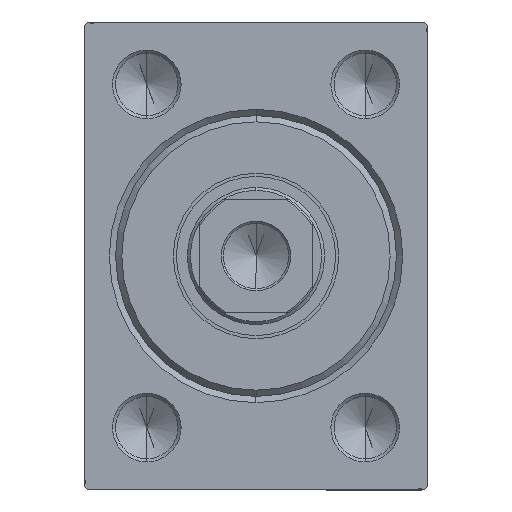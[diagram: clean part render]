
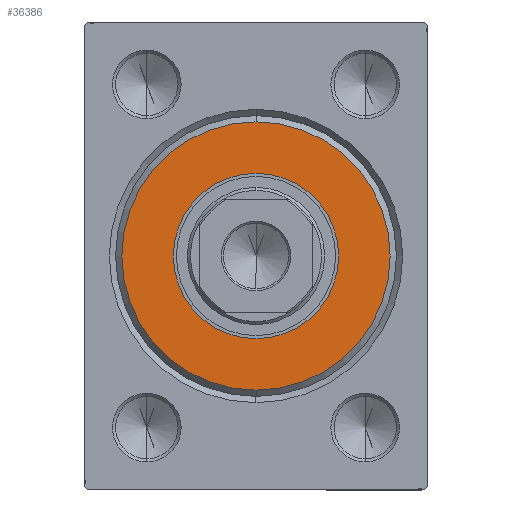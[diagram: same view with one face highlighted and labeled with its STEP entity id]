
A CAD part, left-side view. The second image highlights one B-rep face of the part: STEP entity #36386.
In plain terms, the highlighted face is planar.
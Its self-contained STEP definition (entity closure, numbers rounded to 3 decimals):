
#893 = CARTESIAN_POINT ( 'NONE',  ( 3., 0., -21.5 ) ) ;
#4740 = AXIS2_PLACEMENT_3D ( 'NONE', #32697, #15509, #35451 ) ;
#5970 = EDGE_CURVE ( 'NONE', #21007, #21829, #22066, .T. ) ;
#6091 = EDGE_LOOP ( 'NONE', ( #36588, #19337 ) ) ;
#6247 = CARTESIAN_POINT ( 'NONE',  ( 3., 0., 0. ) ) ;
#7394 = CARTESIAN_POINT ( 'NONE',  ( 3., 0., 0. ) ) ;
#8571 = EDGE_CURVE ( 'NONE', #39913, #9066, #23579, .T. ) ;
#9066 = VERTEX_POINT ( 'NONE', #893 ) ;
#10465 = AXIS2_PLACEMENT_3D ( 'NONE', #15377, #25996, #19650 ) ;
#11226 = ORIENTED_EDGE ( 'NONE', *, *, #44482, .T. ) ;
#12190 = FACE_OUTER_BOUND ( 'NONE', #23124, .T. ) ;
#12411 = FACE_BOUND ( 'NONE', #6091, .T. ) ;
#14408 = DIRECTION ( 'NONE',  ( 1., 0., 0. ) ) ;
#15377 = CARTESIAN_POINT ( 'NONE',  ( 3., 0., 0. ) ) ;
#15509 = DIRECTION ( 'NONE',  ( 1., 0., 0. ) ) ;
#19205 = PLANE ( 'NONE',  #10465 ) ;
#19337 = ORIENTED_EDGE ( 'NONE', *, *, #36473, .F. ) ;
#19650 = DIRECTION ( 'NONE',  ( 0., 0., -1. ) ) ;
#20046 = DIRECTION ( 'NONE',  ( 0., 0., -1. ) ) ;
#21007 = VERTEX_POINT ( 'NONE', #36656 ) ;
#21329 = CIRCLE ( 'NONE', #27104, 13.25 ) ;
#21829 = VERTEX_POINT ( 'NONE', #25148 ) ;
#22066 = CIRCLE ( 'NONE', #4740, 13.25 ) ;
#23124 = EDGE_LOOP ( 'NONE', ( #39827, #11226 ) ) ;
#23270 = CARTESIAN_POINT ( 'NONE',  ( 3., 0., 0. ) ) ;
#23579 = CIRCLE ( 'NONE', #42379, 21.5 ) ;
#25148 = CARTESIAN_POINT ( 'NONE',  ( 3., 0., 13.25 ) ) ;
#25472 = CARTESIAN_POINT ( 'NONE',  ( 3., 0., 21.5 ) ) ;
#25996 = DIRECTION ( 'NONE',  ( 1., 0., 0. ) ) ;
#27104 = AXIS2_PLACEMENT_3D ( 'NONE', #23270, #41160, #40931 ) ;
#32697 = CARTESIAN_POINT ( 'NONE',  ( 3., 0., 0. ) ) ;
#35451 = DIRECTION ( 'NONE',  ( 0., 0., -1. ) ) ;
#36386 = ADVANCED_FACE ( 'NONE', ( #12190, #12411 ), #19205, .T. ) ;
#36473 = EDGE_CURVE ( 'NONE', #21829, #21007, #21329, .T. ) ;
#36578 = DIRECTION ( 'NONE',  ( 1., 0., 0. ) ) ;
#36588 = ORIENTED_EDGE ( 'NONE', *, *, #5970, .F. ) ;
#36656 = CARTESIAN_POINT ( 'NONE',  ( 3., 0., -13.25 ) ) ;
#39524 = CIRCLE ( 'NONE', #42447, 21.5 ) ;
#39827 = ORIENTED_EDGE ( 'NONE', *, *, #8571, .T. ) ;
#39913 = VERTEX_POINT ( 'NONE', #25472 ) ;
#40931 = DIRECTION ( 'NONE',  ( 0., 0., -1. ) ) ;
#41160 = DIRECTION ( 'NONE',  ( 1., 0., 0. ) ) ;
#42036 = DIRECTION ( 'NONE',  ( 0., 0., -1. ) ) ;
#42379 = AXIS2_PLACEMENT_3D ( 'NONE', #7394, #14408, #42036 ) ;
#42447 = AXIS2_PLACEMENT_3D ( 'NONE', #6247, #36578, #20046 ) ;
#44482 = EDGE_CURVE ( 'NONE', #9066, #39913, #39524, .T. ) ;
